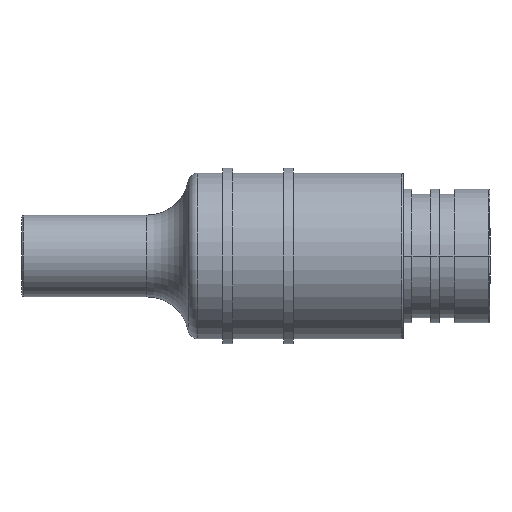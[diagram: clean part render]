
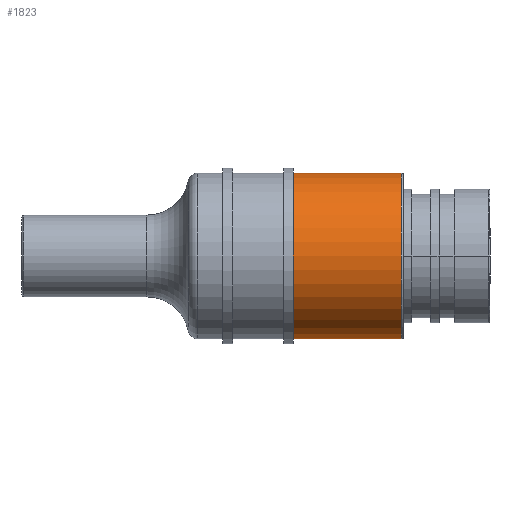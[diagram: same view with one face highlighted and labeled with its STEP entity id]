
A CAD part, left-side view. The second image highlights one B-rep face of the part: STEP entity #1823.
In plain terms, the highlighted cylindrical face has radius 8.492 mm (diameter 16.984 mm), a partial arc.
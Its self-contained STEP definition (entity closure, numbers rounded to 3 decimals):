
#158 = DIRECTION ( 'NONE',  ( 0., 1., 0. ) ) ;
#248 = CARTESIAN_POINT ( 'NONE',  ( -23.178, 47.93, -8.492 ) ) ;
#420 = EDGE_LOOP ( 'NONE', ( #4019, #1428, #3222, #4083 ) ) ;
#453 = CARTESIAN_POINT ( 'NONE',  ( -23.178, 20.13, -8.492 ) ) ;
#515 = LINE ( 'NONE', #1627, #3959 ) ;
#611 = DIRECTION ( 'NONE',  ( 0., 1., 0. ) ) ;
#657 = CARTESIAN_POINT ( 'NONE',  ( -23.178, 9.08, -8.492 ) ) ;
#861 = CARTESIAN_POINT ( 'NONE',  ( -23.178, 9.08, 0. ) ) ;
#969 = EDGE_CURVE ( 'NONE', #3312, #2357, #515, .T. ) ;
#1268 = EDGE_CURVE ( 'NONE', #2884, #3312, #4120, .T. ) ;
#1292 = CYLINDRICAL_SURFACE ( 'NONE', #2521, 8.492 ) ;
#1428 = ORIENTED_EDGE ( 'NONE', *, *, #1268, .T. ) ;
#1459 = CARTESIAN_POINT ( 'NONE',  ( -23.178, 47.93, 0. ) ) ;
#1627 = CARTESIAN_POINT ( 'NONE',  ( -23.178, 47.93, 8.492 ) ) ;
#1636 = CARTESIAN_POINT ( 'NONE',  ( -23.178, 20.13, 0. ) ) ;
#1744 = EDGE_CURVE ( 'NONE', #2884, #4355, #3500, .T. ) ;
#1823 = ADVANCED_FACE ( 'NONE', ( #4552 ), #1292, .T. ) ;
#1931 = AXIS2_PLACEMENT_3D ( 'NONE', #1636, #4135, #2008 ) ;
#1968 = DIRECTION ( 'NONE',  ( 0., 0., -1. ) ) ;
#2008 = DIRECTION ( 'NONE',  ( 0., 0., 1. ) ) ;
#2155 = CIRCLE ( 'NONE', #1931, 8.492 ) ;
#2357 = VERTEX_POINT ( 'NONE', #3574 ) ;
#2496 = DIRECTION ( 'NONE',  ( 0., 0., 1. ) ) ;
#2521 = AXIS2_PLACEMENT_3D ( 'NONE', #1459, #3568, #2496 ) ;
#2593 = AXIS2_PLACEMENT_3D ( 'NONE', #861, #3346, #1968 ) ;
#2696 = EDGE_CURVE ( 'NONE', #4355, #2357, #2155, .T. ) ;
#2884 = VERTEX_POINT ( 'NONE', #657 ) ;
#3222 = ORIENTED_EDGE ( 'NONE', *, *, #969, .T. ) ;
#3312 = VERTEX_POINT ( 'NONE', #4314 ) ;
#3346 = DIRECTION ( 'NONE',  ( 0., 1., 0. ) ) ;
#3500 = LINE ( 'NONE', #248, #3511 ) ;
#3511 = VECTOR ( 'NONE', #611, 1000. ) ;
#3568 = DIRECTION ( 'NONE',  ( 0., 1., 0. ) ) ;
#3574 = CARTESIAN_POINT ( 'NONE',  ( -23.178, 20.13, 8.492 ) ) ;
#3959 = VECTOR ( 'NONE', #158, 1000. ) ;
#4019 = ORIENTED_EDGE ( 'NONE', *, *, #1744, .F. ) ;
#4083 = ORIENTED_EDGE ( 'NONE', *, *, #2696, .F. ) ;
#4120 = CIRCLE ( 'NONE', #2593, 8.492 ) ;
#4135 = DIRECTION ( 'NONE',  ( 0., 1., 0. ) ) ;
#4314 = CARTESIAN_POINT ( 'NONE',  ( -23.178, 9.08, 8.492 ) ) ;
#4355 = VERTEX_POINT ( 'NONE', #453 ) ;
#4552 = FACE_OUTER_BOUND ( 'NONE', #420, .T. ) ;
